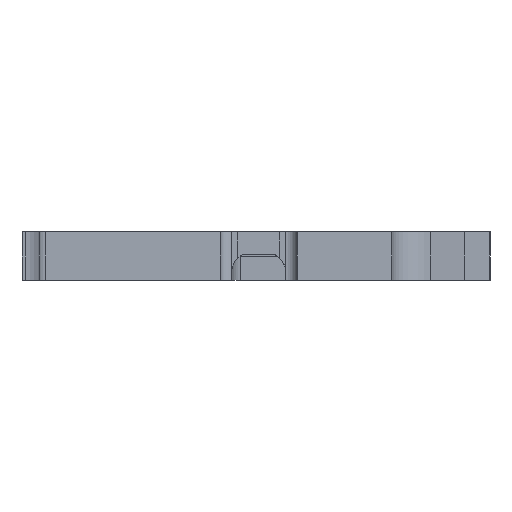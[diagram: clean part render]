
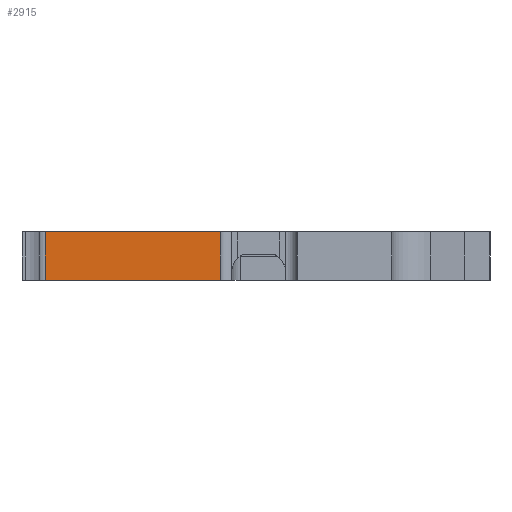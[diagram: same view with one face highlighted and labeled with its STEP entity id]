
A CAD part, left-side view. The second image highlights one B-rep face of the part: STEP entity #2915.
In plain terms, the highlighted planar face has unit normal (-1, 0, 0).
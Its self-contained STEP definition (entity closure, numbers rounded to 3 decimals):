
#153=FACE_OUTER_BOUND('',#315,.T.);
#315=EDGE_LOOP('',(#2183,#2184,#2185,#2186));
#570=LINE('',#4237,#865);
#603=LINE('',#4352,#898);
#689=LINE('',#4608,#984);
#691=LINE('',#4611,#986);
#865=VECTOR('',#3339,10.);
#898=VECTOR('',#3424,1.);
#984=VECTOR('',#3686,1.);
#986=VECTOR('',#3690,1.);
#1161=VERTEX_POINT('',#4234);
#1162=VERTEX_POINT('',#4236);
#1218=VERTEX_POINT('',#4350);
#1300=VERTEX_POINT('',#4607);
#1455=EDGE_CURVE('',#1162,#1161,#570,.T.);
#1513=EDGE_CURVE('',#1161,#1218,#603,.T.);
#1640=EDGE_CURVE('',#1162,#1300,#689,.T.);
#1642=EDGE_CURVE('',#1300,#1218,#691,.T.);
#2183=ORIENTED_EDGE('',*,*,#1640,.F.);
#2184=ORIENTED_EDGE('',*,*,#1455,.T.);
#2185=ORIENTED_EDGE('',*,*,#1513,.T.);
#2186=ORIENTED_EDGE('',*,*,#1642,.F.);
#2809=PLANE('',#3148);
#2915=ADVANCED_FACE('',(#153),#2809,.T.);
#3148=AXIS2_PLACEMENT_3D('',#4610,#3688,#3689);
#3339=DIRECTION('',(0.,1.,0.));
#3424=DIRECTION('',(0.,0.,-1.));
#3686=DIRECTION('',(0.,0.,-1.));
#3688=DIRECTION('center_axis',(-1.,0.,0.));
#3689=DIRECTION('ref_axis',(0.,-1.,0.));
#3690=DIRECTION('',(0.,1.,0.));
#4234=CARTESIAN_POINT('',(0.,36.843,4.));
#4236=CARTESIAN_POINT('',(0.,22.352,4.));
#4237=CARTESIAN_POINT('',(0.,34.918,4.));
#4350=CARTESIAN_POINT('',(0.,36.843,0.));
#4352=CARTESIAN_POINT('',(0.,36.843,8.5));
#4607=CARTESIAN_POINT('',(0.,22.352,0.));
#4608=CARTESIAN_POINT('',(0.,22.352,8.5));
#4610=CARTESIAN_POINT('Origin',(0.,22.352,8.5));
#4611=CARTESIAN_POINT('',(0.,22.352,0.));
